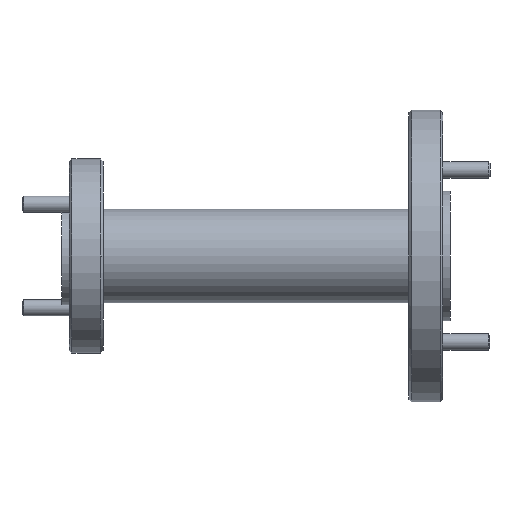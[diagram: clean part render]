
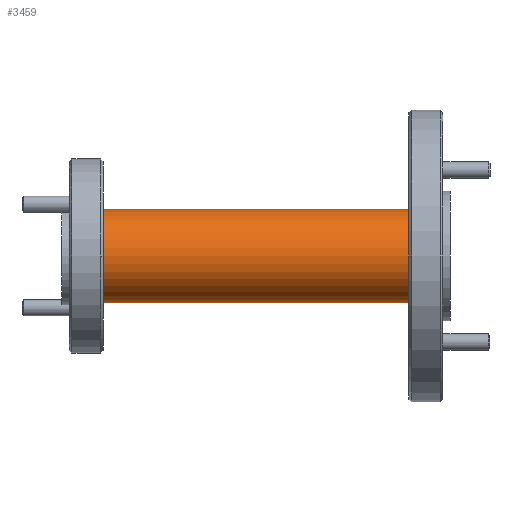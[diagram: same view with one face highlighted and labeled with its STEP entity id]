
A CAD part, front view. The second image highlights one B-rep face of the part: STEP entity #3459.
In plain terms, the highlighted cylindrical face has radius 4.572 mm (diameter 9.144 mm), a partial arc.
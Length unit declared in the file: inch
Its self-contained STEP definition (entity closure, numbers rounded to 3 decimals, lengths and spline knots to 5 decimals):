
#98 = CARTESIAN_POINT ( 'NONE',  ( -2.24134, 0.77055, 0.08346 ) ) ;
#139 = ORIENTED_EDGE ( 'NONE', *, *, #3036, .F. ) ;
#229 = ORIENTED_EDGE ( 'NONE', *, *, #3559, .T. ) ;
#360 = DIRECTION ( 'NONE',  ( -1., 0., 0. ) ) ;
#654 = DIRECTION ( 'NONE',  ( 0., 0., 1. ) ) ;
#814 = DIRECTION ( 'NONE',  ( -1., 0., 0. ) ) ;
#914 = CARTESIAN_POINT ( 'NONE',  ( -0.90134, 0.77055, 0.44346 ) ) ;
#1091 = VECTOR ( 'NONE', #360, 39.37008 ) ;
#1194 = AXIS2_PLACEMENT_3D ( 'NONE', #2720, #1830, #2375 ) ;
#1284 = CARTESIAN_POINT ( 'NONE',  ( -2.08134, 0.77055, 0.26346 ) ) ;
#1451 = LINE ( 'NONE', #98, #1091 ) ;
#1719 = FACE_OUTER_BOUND ( 'NONE', #3521, .T. ) ;
#1772 = EDGE_CURVE ( 'NONE', #3480, #3056, #3120, .T. ) ;
#1815 = DIRECTION ( 'NONE',  ( -1., 0., 0. ) ) ;
#1818 = CIRCLE ( 'NONE', #2212, 0.18 ) ;
#1830 = DIRECTION ( 'NONE',  ( -1., 0., 0. ) ) ;
#1918 = AXIS2_PLACEMENT_3D ( 'NONE', #1284, #2174, #3064 ) ;
#2016 = VERTEX_POINT ( 'NONE', #3313 ) ;
#2044 = EDGE_CURVE ( 'NONE', #2016, #3480, #1818, .T. ) ;
#2094 = VECTOR ( 'NONE', #814, 39.37008 ) ;
#2102 = CIRCLE ( 'NONE', #1918, 0.18 ) ;
#2174 = DIRECTION ( 'NONE',  ( 1., 0., 0. ) ) ;
#2212 = AXIS2_PLACEMENT_3D ( 'NONE', #3597, #1815, #654 ) ;
#2309 = VERTEX_POINT ( 'NONE', #3716 ) ;
#2375 = DIRECTION ( 'NONE',  ( 0., 0., 1. ) ) ;
#2465 = CARTESIAN_POINT ( 'NONE',  ( -2.08134, 0.77055, 0.44346 ) ) ;
#2486 = ORIENTED_EDGE ( 'NONE', *, *, #2044, .T. ) ;
#2720 = CARTESIAN_POINT ( 'NONE',  ( -2.24134, 0.77055, 0.26346 ) ) ;
#2853 = CARTESIAN_POINT ( 'NONE',  ( -2.24134, 0.77055, 0.44346 ) ) ;
#3036 = EDGE_CURVE ( 'NONE', #2016, #2309, #1451, .T. ) ;
#3056 = VERTEX_POINT ( 'NONE', #2465 ) ;
#3064 = DIRECTION ( 'NONE',  ( 0., 0., 1. ) ) ;
#3120 = LINE ( 'NONE', #2853, #2094 ) ;
#3203 = CYLINDRICAL_SURFACE ( 'NONE', #1194, 0.18 ) ;
#3313 = CARTESIAN_POINT ( 'NONE',  ( -0.90134, 0.77055, 0.08346 ) ) ;
#3380 = ORIENTED_EDGE ( 'NONE', *, *, #1772, .T. ) ;
#3459 = ADVANCED_FACE ( 'NONE', ( #1719 ), #3203, .T. ) ;
#3480 = VERTEX_POINT ( 'NONE', #914 ) ;
#3521 = EDGE_LOOP ( 'NONE', ( #139, #2486, #3380, #229 ) ) ;
#3559 = EDGE_CURVE ( 'NONE', #3056, #2309, #2102, .T. ) ;
#3597 = CARTESIAN_POINT ( 'NONE',  ( -0.90134, 0.77055, 0.26346 ) ) ;
#3716 = CARTESIAN_POINT ( 'NONE',  ( -2.08134, 0.77055, 0.08346 ) ) ;
